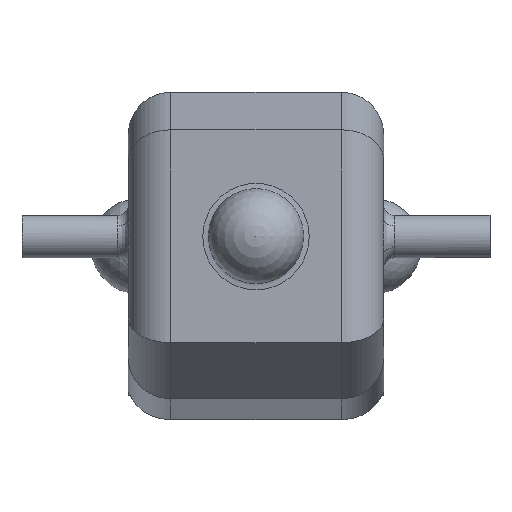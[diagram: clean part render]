
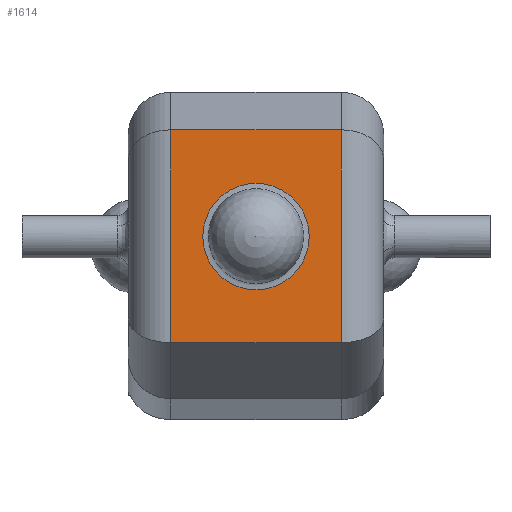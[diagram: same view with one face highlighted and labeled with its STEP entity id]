
A CAD part, top view. The second image highlights one B-rep face of the part: STEP entity #1614.
In plain terms, the highlighted planar face has unit normal (0, 0, 1).
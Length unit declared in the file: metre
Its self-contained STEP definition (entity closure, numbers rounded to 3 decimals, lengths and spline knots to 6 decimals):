
#212=LINE('',#2623,#326);
#214=LINE('',#2629,#328);
#215=LINE('',#2631,#329);
#216=LINE('',#2633,#330);
#326=VECTOR('',#2049,1.);
#328=VECTOR('',#2055,1.);
#329=VECTOR('',#2056,1.);
#330=VECTOR('',#2057,1.);
#481=ORIENTED_EDGE('',*,*,#952,.T.);
#482=ORIENTED_EDGE('',*,*,#950,.T.);
#483=ORIENTED_EDGE('',*,*,#953,.T.);
#484=ORIENTED_EDGE('',*,*,#954,.F.);
#485=ORIENTED_EDGE('',*,*,#955,.T.);
#950=EDGE_CURVE('',#1179,#1178,#212,.T.);
#952=EDGE_CURVE('',#1180,#1180,#1277,.F.);
#953=EDGE_CURVE('',#1178,#1181,#214,.F.);
#954=EDGE_CURVE('',#1182,#1181,#215,.T.);
#955=EDGE_CURVE('',#1182,#1179,#216,.T.);
#1178=VERTEX_POINT('',#2622);
#1179=VERTEX_POINT('',#2624);
#1180=VERTEX_POINT('',#2628);
#1181=VERTEX_POINT('',#2630);
#1182=VERTEX_POINT('',#2632);
#1277=CIRCLE('',#1755,0.05);
#1342=EDGE_LOOP('',(#481));
#1343=EDGE_LOOP('',(#482,#483,#484,#485));
#1462=FACE_BOUND('',#1342,.T.);
#1463=FACE_BOUND('',#1343,.T.);
#1580=PLANE('',#1754);
#1614=ADVANCED_FACE('',(#1462,#1463),#1580,.T.);
#1754=AXIS2_PLACEMENT_3D('',#2626,#2051,#2052);
#1755=AXIS2_PLACEMENT_3D('',#2627,#2053,#2054);
#2049=DIRECTION('',(-1.,0.,0.));
#2051=DIRECTION('',(0.,0.,1.));
#2052=DIRECTION('',(1.,0.,0.));
#2053=DIRECTION('',(0.,0.,1.));
#2054=DIRECTION('',(1.,0.,0.));
#2055=DIRECTION('',(0.,1.,0.));
#2056=DIRECTION('',(-1.,0.,0.));
#2057=DIRECTION('',(0.,1.,0.));
#2622=CARTESIAN_POINT('',(-0.08,0.100292,0.065455));
#2623=CARTESIAN_POINT('',(0.12,0.100292,0.065455));
#2624=CARTESIAN_POINT('',(0.08,0.100292,0.065455));
#2626=CARTESIAN_POINT('',(0.12,0.000292,0.065455));
#2627=CARTESIAN_POINT('',(0.,0.,0.065455));
#2628=CARTESIAN_POINT('',(0.05,0.,0.065455));
#2629=CARTESIAN_POINT('',(-0.08,-0.099708,0.065455));
#2630=CARTESIAN_POINT('',(-0.08,-0.099708,0.065455));
#2631=CARTESIAN_POINT('',(0.12,-0.099708,0.065455));
#2632=CARTESIAN_POINT('',(0.08,-0.099708,0.065455));
#2633=CARTESIAN_POINT('',(0.08,0.000292,0.065455));
